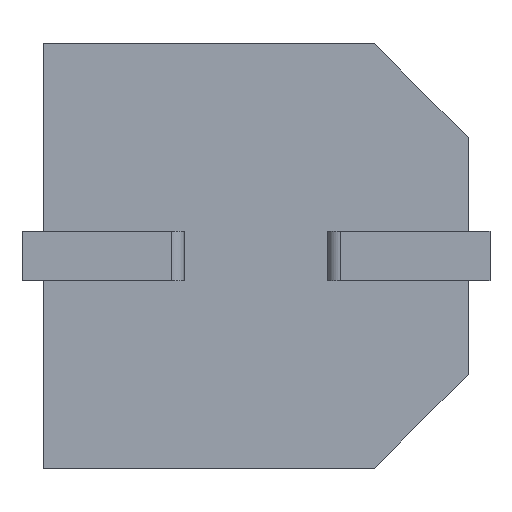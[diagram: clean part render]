
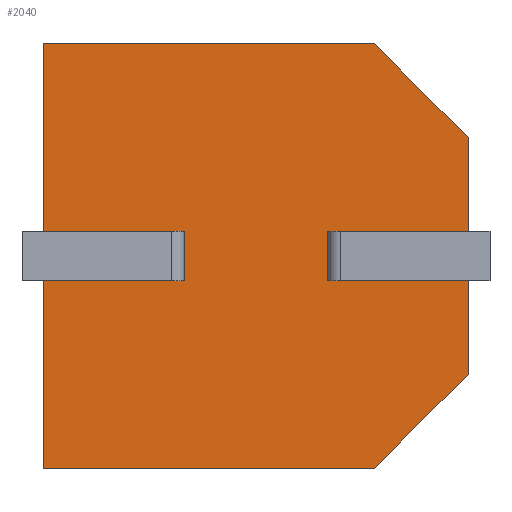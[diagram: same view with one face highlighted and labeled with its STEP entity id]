
A CAD part, front view. The second image highlights one B-rep face of the part: STEP entity #2040.
In plain terms, the highlighted planar face has unit normal (0, -1, 0).
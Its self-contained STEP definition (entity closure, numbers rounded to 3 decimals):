
#67 = CARTESIAN_POINT ( 'NONE',  ( 6.8, 0., -1.499 ) ) ;
#136 = VECTOR ( 'NONE', #1846, 1000. ) ;
#179 = VERTEX_POINT ( 'NONE', #853 ) ;
#209 = CARTESIAN_POINT ( 'NONE',  ( 0., 0., -3.8 ) ) ;
#246 = CARTESIAN_POINT ( 'NONE',  ( 4.55, 0., -3.8 ) ) ;
#249 = ORIENTED_EDGE ( 'NONE', *, *, #3384, .F. ) ;
#350 = CARTESIAN_POINT ( 'NONE',  ( 5.301, 0., -6.8 ) ) ;
#367 = DIRECTION ( 'NONE',  ( 0., 0., -1. ) ) ;
#442 = DIRECTION ( 'NONE',  ( 0., 0., -1. ) ) ;
#512 = CARTESIAN_POINT ( 'NONE',  ( 4.55, 0., -3.8 ) ) ;
#557 = LINE ( 'NONE', #2543, #892 ) ;
#574 = LINE ( 'NONE', #1760, #1202 ) ;
#610 = LINE ( 'NONE', #3392, #2382 ) ;
#637 = LINE ( 'NONE', #1726, #1615 ) ;
#641 = DIRECTION ( 'NONE',  ( 1., 0., 0. ) ) ;
#660 = VECTOR ( 'NONE', #442, 1000. ) ;
#711 = ORIENTED_EDGE ( 'NONE', *, *, #1031, .T. ) ;
#729 = ORIENTED_EDGE ( 'NONE', *, *, #2607, .T. ) ;
#807 = LINE ( 'NONE', #3135, #136 ) ;
#810 = ORIENTED_EDGE ( 'NONE', *, *, #2335, .F. ) ;
#853 = CARTESIAN_POINT ( 'NONE',  ( 4.55, 0., -3.8 ) ) ;
#854 = DIRECTION ( 'NONE',  ( 1., 0., 0. ) ) ;
#878 = CARTESIAN_POINT ( 'NONE',  ( 0., 0., -6.8 ) ) ;
#892 = VECTOR ( 'NONE', #1715, 1000. ) ;
#903 = CARTESIAN_POINT ( 'NONE',  ( 2.25, 0., -3.8 ) ) ;
#974 = VERTEX_POINT ( 'NONE', #2626 ) ;
#994 = VERTEX_POINT ( 'NONE', #67 ) ;
#1030 = AXIS2_PLACEMENT_3D ( 'NONE', #1155, #3022, #1437 ) ;
#1031 = EDGE_CURVE ( 'NONE', #1490, #1103, #2600, .T. ) ;
#1069 = EDGE_CURVE ( 'NONE', #2787, #2248, #3233, .T. ) ;
#1095 = ORIENTED_EDGE ( 'NONE', *, *, #1650, .F. ) ;
#1103 = VERTEX_POINT ( 'NONE', #350 ) ;
#1111 = VECTOR ( 'NONE', #1579, 1000. ) ;
#1139 = ORIENTED_EDGE ( 'NONE', *, *, #1069, .F. ) ;
#1155 = CARTESIAN_POINT ( 'NONE',  ( 0., 0., 0. ) ) ;
#1202 = VECTOR ( 'NONE', #367, 1000. ) ;
#1273 = DIRECTION ( 'NONE',  ( -0.707, 0., 0.707 ) ) ;
#1365 = EDGE_CURVE ( 'NONE', #994, #2590, #574, .T. ) ;
#1395 = DIRECTION ( 'NONE',  ( 0., 0., 1. ) ) ;
#1397 = CARTESIAN_POINT ( 'NONE',  ( 5.301, 0., 0. ) ) ;
#1399 = ORIENTED_EDGE ( 'NONE', *, *, #2508, .T. ) ;
#1432 = VECTOR ( 'NONE', #2513, 1000. ) ;
#1437 = DIRECTION ( 'NONE',  ( 0., 0., 1. ) ) ;
#1448 = ORIENTED_EDGE ( 'NONE', *, *, #1507, .T. ) ;
#1480 = CARTESIAN_POINT ( 'NONE',  ( 6.8, 0., -3.8 ) ) ;
#1490 = VERTEX_POINT ( 'NONE', #2868 ) ;
#1507 = EDGE_CURVE ( 'NONE', #2160, #1490, #3121, .T. ) ;
#1536 = DIRECTION ( 'NONE',  ( 0.707, 0., 0.707 ) ) ;
#1546 = VERTEX_POINT ( 'NONE', #1480 ) ;
#1559 = VECTOR ( 'NONE', #854, 1000. ) ;
#1564 = DIRECTION ( 'NONE',  ( 0., 0., 1. ) ) ;
#1579 = DIRECTION ( 'NONE',  ( 1., 0., 0. ) ) ;
#1615 = VECTOR ( 'NONE', #2276, 1000. ) ;
#1642 = ORIENTED_EDGE ( 'NONE', *, *, #1365, .F. ) ;
#1646 = VECTOR ( 'NONE', #641, 1000. ) ;
#1650 = EDGE_CURVE ( 'NONE', #179, #1546, #1855, .T. ) ;
#1658 = VERTEX_POINT ( 'NONE', #1397 ) ;
#1715 = DIRECTION ( 'NONE',  ( -1., 0., 0. ) ) ;
#1722 = PLANE ( 'NONE',  #1030 ) ;
#1726 = CARTESIAN_POINT ( 'NONE',  ( 6.8, 0., 0. ) ) ;
#1760 = CARTESIAN_POINT ( 'NONE',  ( 6.8, 0., 0. ) ) ;
#1786 = LINE ( 'NONE', #2528, #1432 ) ;
#1812 = ORIENTED_EDGE ( 'NONE', *, *, #2182, .T. ) ;
#1846 = DIRECTION ( 'NONE',  ( 0., 0., -1. ) ) ;
#1855 = LINE ( 'NONE', #512, #1111 ) ;
#1886 = EDGE_CURVE ( 'NONE', #2787, #2160, #2746, .T. ) ;
#1938 = EDGE_CURVE ( 'NONE', #994, #1658, #610, .T. ) ;
#1956 = ORIENTED_EDGE ( 'NONE', *, *, #2802, .T. ) ;
#2040 = ADVANCED_FACE ( 'NONE', ( #2743 ), #1722, .F. ) ;
#2057 = CARTESIAN_POINT ( 'NONE',  ( 0., 0., 0. ) ) ;
#2078 = VECTOR ( 'NONE', #1536, 1000. ) ;
#2082 = DIRECTION ( 'NONE',  ( -1., 0., 0. ) ) ;
#2091 = VERTEX_POINT ( 'NONE', #3379 ) ;
#2108 = VECTOR ( 'NONE', #1395, 1000. ) ;
#2137 = VERTEX_POINT ( 'NONE', #3183 ) ;
#2160 = VERTEX_POINT ( 'NONE', #209 ) ;
#2182 = EDGE_CURVE ( 'NONE', #179, #2493, #2662, .T. ) ;
#2248 = VERTEX_POINT ( 'NONE', #2663 ) ;
#2265 = CARTESIAN_POINT ( 'NONE',  ( 4.55, 0., -3. ) ) ;
#2276 = DIRECTION ( 'NONE',  ( 0., 0., -1. ) ) ;
#2286 = CARTESIAN_POINT ( 'NONE',  ( 4.55, 0., -3. ) ) ;
#2335 = EDGE_CURVE ( 'NONE', #1546, #2091, #637, .T. ) ;
#2382 = VECTOR ( 'NONE', #1273, 1000. ) ;
#2453 = EDGE_CURVE ( 'NONE', #2248, #2137, #557, .T. ) ;
#2493 = VERTEX_POINT ( 'NONE', #2265 ) ;
#2508 = EDGE_CURVE ( 'NONE', #2493, #2590, #2869, .T. ) ;
#2513 = DIRECTION ( 'NONE',  ( 1., 0., 0. ) ) ;
#2528 = CARTESIAN_POINT ( 'NONE',  ( 0., 0., 0. ) ) ;
#2543 = CARTESIAN_POINT ( 'NONE',  ( 2.25, 0., -3. ) ) ;
#2590 = VERTEX_POINT ( 'NONE', #2872 ) ;
#2600 = LINE ( 'NONE', #878, #1559 ) ;
#2607 = EDGE_CURVE ( 'NONE', #974, #2137, #807, .T. ) ;
#2626 = CARTESIAN_POINT ( 'NONE',  ( 0., 0., 0. ) ) ;
#2661 = ORIENTED_EDGE ( 'NONE', *, *, #1938, .T. ) ;
#2662 = LINE ( 'NONE', #246, #2844 ) ;
#2663 = CARTESIAN_POINT ( 'NONE',  ( 2.25, 0., -3. ) ) ;
#2743 = FACE_OUTER_BOUND ( 'NONE', #2794, .T. ) ;
#2745 = ORIENTED_EDGE ( 'NONE', *, *, #2453, .F. ) ;
#2746 = LINE ( 'NONE', #3088, #3069 ) ;
#2787 = VERTEX_POINT ( 'NONE', #3386 ) ;
#2794 = EDGE_LOOP ( 'NONE', ( #1095, #1812, #1399, #1642, #2661, #249, #729, #2745, #1139, #3339, #1448, #711, #1956, #810 ) ) ;
#2802 = EDGE_CURVE ( 'NONE', #1103, #2091, #2815, .T. ) ;
#2815 = LINE ( 'NONE', #3117, #2078 ) ;
#2844 = VECTOR ( 'NONE', #1564, 1000. ) ;
#2868 = CARTESIAN_POINT ( 'NONE',  ( 0., 0., -6.8 ) ) ;
#2869 = LINE ( 'NONE', #2286, #1646 ) ;
#2872 = CARTESIAN_POINT ( 'NONE',  ( 6.8, 0., -3. ) ) ;
#3022 = DIRECTION ( 'NONE',  ( 0., 1., 0. ) ) ;
#3069 = VECTOR ( 'NONE', #2082, 1000. ) ;
#3088 = CARTESIAN_POINT ( 'NONE',  ( 2.25, 0., -3.8 ) ) ;
#3117 = CARTESIAN_POINT ( 'NONE',  ( 6.8, 0., -5.301 ) ) ;
#3121 = LINE ( 'NONE', #2057, #660 ) ;
#3135 = CARTESIAN_POINT ( 'NONE',  ( 0., 0., 0. ) ) ;
#3183 = CARTESIAN_POINT ( 'NONE',  ( 0., 0., -3. ) ) ;
#3233 = LINE ( 'NONE', #903, #2108 ) ;
#3339 = ORIENTED_EDGE ( 'NONE', *, *, #1886, .T. ) ;
#3379 = CARTESIAN_POINT ( 'NONE',  ( 6.8, 0., -5.301 ) ) ;
#3384 = EDGE_CURVE ( 'NONE', #974, #1658, #1786, .T. ) ;
#3386 = CARTESIAN_POINT ( 'NONE',  ( 2.25, 0., -3.8 ) ) ;
#3392 = CARTESIAN_POINT ( 'NONE',  ( 5.301, 0., 0. ) ) ;
